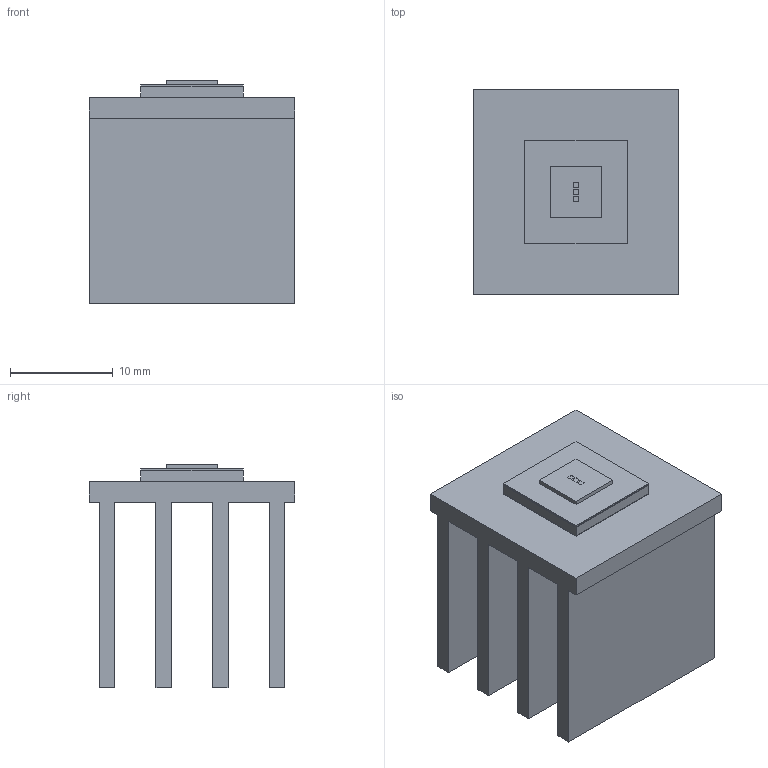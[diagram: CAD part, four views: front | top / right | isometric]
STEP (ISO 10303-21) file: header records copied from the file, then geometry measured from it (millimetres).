
FILE_DESCRIPTION(('FreeCAD Model'),'2;1');
FILE_NAME('Thermal.step','2017-09-18T16:08:21',('Author'),(''), 'Open CASCADE STEP processor 6.8','FreeCAD','Unknown');
FILE_SCHEMA(('AUTOMOTIVE_DESIGN_CC2 { 1 2 10303 214 -1 1 5 4 }'));
Length unit declared in the file: millimetre
Products named in the file (10): ASSEMBLY; LED_SLUG; LED_DIE; IMS_DIELECTRIC; IMS_TIM; IMS_AL; HEATSINK; IMS_COPPER; LED_DIE001; LED_DIE002
Assembly tree (9 placements, depth 2):
  ASSEMBLY
    LED_SLUG
    LED_DIE
    IMS_DIELECTRIC
    IMS_TIM
    IMS_AL
    HEATSINK
    IMS_COPPER
    LED_DIE001
    LED_DIE002
Bounding box: 20 x 20 x 21.67 mm (x, y, z)
Volume: 3095.2 mm3; surface area: 4965.7 mm2
Topology: 9 solids, 9 shells, 70 faces, 156 edges, 104 vertices
Faces by surface type: plane 70
Entity records: 4175 total; most frequent: CARTESIAN_POINT 652, DIRECTION 628, LINE 468, VECTOR 468, ORIENTED_EDGE 312, PCURVE 312, DEFINITIONAL_REPRESENTATION 312, EDGE_CURVE 156
